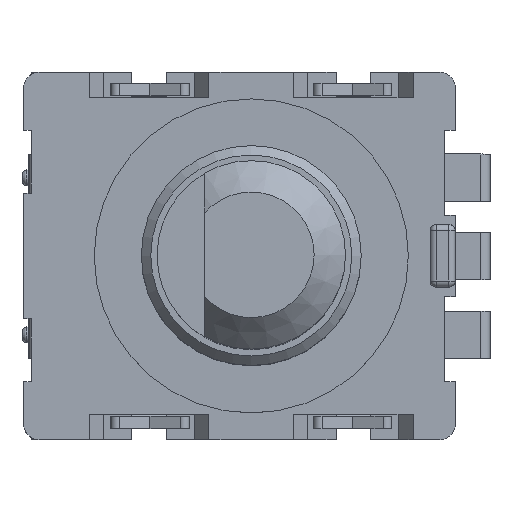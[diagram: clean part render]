
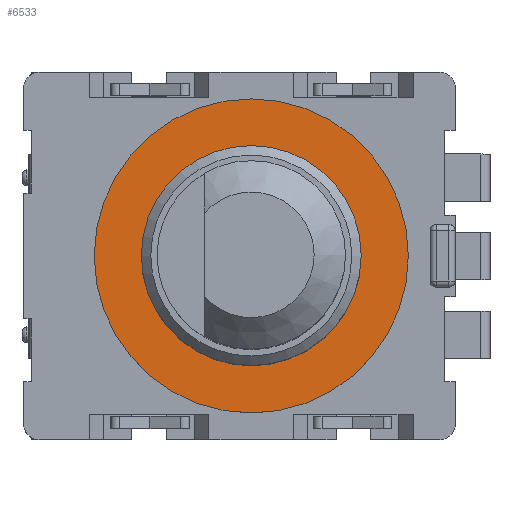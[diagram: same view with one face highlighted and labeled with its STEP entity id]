
A CAD part, top view. The second image highlights one B-rep face of the part: STEP entity #6533.
In plain terms, the highlighted planar face has unit normal (0, 0, 1).
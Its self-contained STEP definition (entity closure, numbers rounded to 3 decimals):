
#158=CIRCLE('',#6965,5.);
#159=CIRCLE('',#6967,3.5);
#330=FACE_BOUND('',#839,.T.);
#465=FACE_OUTER_BOUND('',#838,.T.);
#838=EDGE_LOOP('',(#4721));
#839=EDGE_LOOP('',(#4722));
#2947=VERTEX_POINT('',#9951);
#2948=VERTEX_POINT('',#9955);
#3645=EDGE_CURVE('',#2947,#2947,#158,.T.);
#3646=EDGE_CURVE('',#2948,#2948,#159,.T.);
#4721=ORIENTED_EDGE('',*,*,#3645,.F.);
#4722=ORIENTED_EDGE('',*,*,#3646,.T.);
#6256=PLANE('',#6966);
#6533=ADVANCED_FACE('',(#465,#330),#6256,.T.);
#6965=AXIS2_PLACEMENT_3D('',#9953,#7910,#7911);
#6966=AXIS2_PLACEMENT_3D('',#9954,#7912,#7913);
#6967=AXIS2_PLACEMENT_3D('',#9956,#7914,#7915);
#7910=DIRECTION('center_axis',(0.,0.,-1.));
#7911=DIRECTION('ref_axis',(-1.,0.,0.));
#7912=DIRECTION('center_axis',(0.,0.,1.));
#7913=DIRECTION('ref_axis',(1.,0.,0.));
#7914=DIRECTION('center_axis',(0.,0.,-1.));
#7915=DIRECTION('ref_axis',(-1.,0.,0.));
#9951=CARTESIAN_POINT('',(5.,0.,0.4));
#9953=CARTESIAN_POINT('Origin',(0.,0.,0.4));
#9954=CARTESIAN_POINT('Origin',(-5.,0.,0.4));
#9955=CARTESIAN_POINT('',(3.5,0.,0.4));
#9956=CARTESIAN_POINT('Origin',(0.,0.,0.4));
